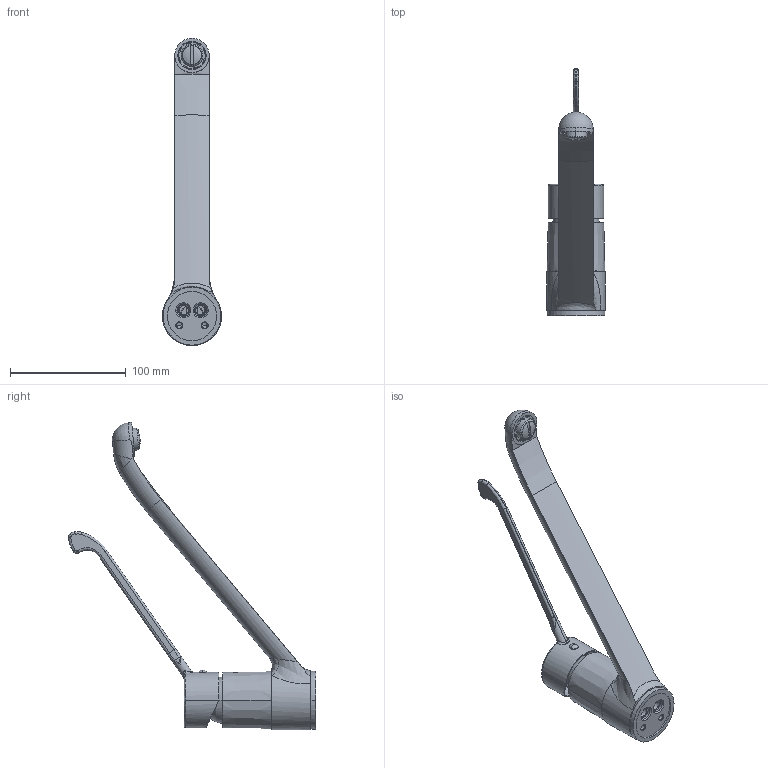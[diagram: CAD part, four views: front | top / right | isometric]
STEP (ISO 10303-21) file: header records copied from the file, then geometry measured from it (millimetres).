
FILE_DESCRIPTION((''),'2;1');
FILE_NAME('GR303CR','2021-11-04T08:15:23',('ut3'),('PAFFONI SpA'),'CREO PARAMETRIC BY PTC INC, 2020044','CREO PARAMETRIC BY PTC INC, 2020044','');
FILE_SCHEMA(('CONFIG_CONTROL_DESIGN','SHAPE_APPEARANCE_LAYERS_GROUPS'));
Length unit declared in the file: millimetre
Products named in the file (1): GR303CR
Bounding box: 50.97 x 213.28 x 265.37 mm (x, y, z)
Volume: 196067.7 mm3; surface area: 106996.3 mm2
Topology: 2 solids, 2 shells, 1052 faces, 2790 edges, 1727 vertices
Faces by surface type: plane 415, cylinder 331, cone 107, torus 81, bspline 80, sphere 38
Entity records: 48762 total; most frequent: CARTESIAN_POINT 15612, ORIENTED_EDGE 5532, DIRECTION 5409, EDGE_CURVE 2766, AXIS2_PLACEMENT_3D 2037, VERTEX_POINT 1727, VECTOR 1335, LINE 1335
